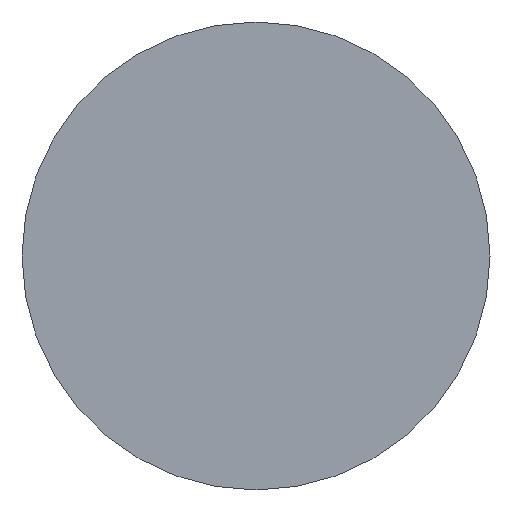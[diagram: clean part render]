
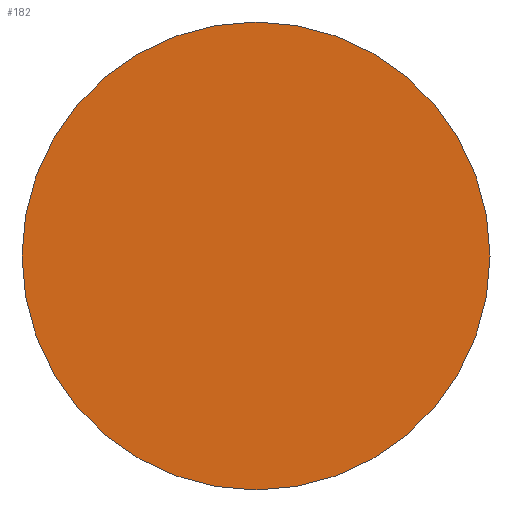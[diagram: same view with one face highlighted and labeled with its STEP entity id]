
A CAD part, front view. The second image highlights one B-rep face of the part: STEP entity #182.
In plain terms, the highlighted planar face has unit normal (0, -1, 0).
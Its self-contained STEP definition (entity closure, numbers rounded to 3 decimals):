
#19=PLANE('',#215);
#26=FACE_OUTER_BOUND('',#38,.T.);
#38=EDGE_LOOP('',(#129));
#51=CIRCLE('',#216,9.);
#84=VERTEX_POINT('',#366);
#101=EDGE_CURVE('',#84,#84,#51,.T.);
#129=ORIENTED_EDGE('',*,*,#101,.T.);
#182=ADVANCED_FACE('',(#26),#19,.T.);
#215=AXIS2_PLACEMENT_3D('',#365,#246,#247);
#216=AXIS2_PLACEMENT_3D('',#367,#248,#249);
#246=DIRECTION('center_axis',(0.,-1.,0.));
#247=DIRECTION('ref_axis',(0.,0.,-1.));
#248=DIRECTION('center_axis',(0.,-1.,0.));
#249=DIRECTION('ref_axis',(1.,0.,0.));
#365=CARTESIAN_POINT('Origin',(8.375,0.,0.));
#366=CARTESIAN_POINT('',(-9.,0.,0.));
#367=CARTESIAN_POINT('Origin',(0.,0.,0.));
